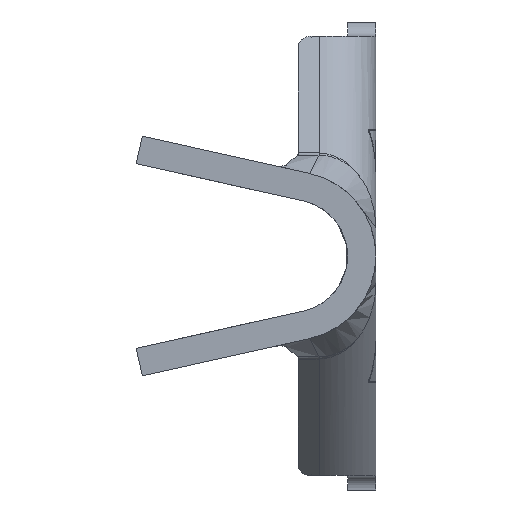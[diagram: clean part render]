
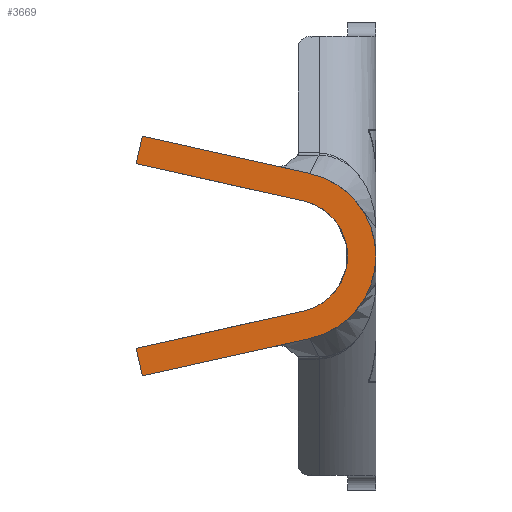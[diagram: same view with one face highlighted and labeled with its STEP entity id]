
A CAD part, left-side view. The second image highlights one B-rep face of the part: STEP entity #3669.
In plain terms, the highlighted planar face has unit normal (-1, 0, 0).
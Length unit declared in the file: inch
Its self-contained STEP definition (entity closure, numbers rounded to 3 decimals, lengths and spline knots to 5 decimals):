
#203 = ORIENTED_EDGE ( 'NONE', *, *, #966, .F. ) ;
#269 = VECTOR ( 'NONE', #1792, 39.37008 ) ;
#383 = VERTEX_POINT ( 'NONE', #1374 ) ;
#431 = ORIENTED_EDGE ( 'NONE', *, *, #6962, .F. ) ;
#437 = DIRECTION ( 'NONE',  ( 0., 0., -1. ) ) ;
#526 = VERTEX_POINT ( 'NONE', #1179 ) ;
#716 = CARTESIAN_POINT ( 'NONE',  ( -0.439, 0.17, -0.06548 ) ) ;
#752 = VECTOR ( 'NONE', #1063, 39.37008 ) ;
#797 = ORIENTED_EDGE ( 'NONE', *, *, #4159, .F. ) ;
#966 = EDGE_CURVE ( 'NONE', #6386, #1602, #2307, .T. ) ;
#974 = VECTOR ( 'NONE', #3002, 39.37008 ) ;
#1050 = CARTESIAN_POINT ( 'NONE',  ( -0.439, 0.0513, -0.03904 ) ) ;
#1063 = DIRECTION ( 'NONE',  ( 0., 0.976, -0.217 ) ) ;
#1179 = CARTESIAN_POINT ( 'NONE',  ( -0.439, 0.17, -0.06548 ) ) ;
#1295 = CARTESIAN_POINT ( 'NONE',  ( -0.439, 0.0513, 0.03904 ) ) ;
#1374 = CARTESIAN_POINT ( 'NONE',  ( -0.439, 0.16565, -0.085 ) ) ;
#1382 = CARTESIAN_POINT ( 'NONE',  ( -0.439, 0.04696, -0.05857 ) ) ;
#1553 = DIRECTION ( 'NONE',  ( 0., 0., -1. ) ) ;
#1593 = AXIS2_PLACEMENT_3D ( 'NONE', #4396, #6699, #1553 ) ;
#1602 = VERTEX_POINT ( 'NONE', #2271 ) ;
#1792 = DIRECTION ( 'NONE',  ( 0., -0.217, 0.976 ) ) ;
#1885 = DIRECTION ( 'NONE',  ( 0., -0.976, -0.217 ) ) ;
#1926 = EDGE_CURVE ( 'NONE', #383, #526, #5855, .T. ) ;
#2094 = DIRECTION ( 'NONE',  ( 1., 0., 0. ) ) ;
#2226 = ORIENTED_EDGE ( 'NONE', *, *, #5089, .F. ) ;
#2271 = CARTESIAN_POINT ( 'NONE',  ( -0.439, 0.0513, 0.03904 ) ) ;
#2307 = CIRCLE ( 'NONE', #6855, 0.04 ) ;
#2547 = VECTOR ( 'NONE', #3336, 39.37008 ) ;
#2580 = EDGE_LOOP ( 'NONE', ( #797, #2226, #5634, #6200, #203, #431, #5433, #7123 ) ) ;
#2652 = FACE_OUTER_BOUND ( 'NONE', #2580, .T. ) ;
#2704 = VERTEX_POINT ( 'NONE', #4601 ) ;
#2855 = CARTESIAN_POINT ( 'NONE',  ( -0.439, 0.04696, 0.05857 ) ) ;
#3002 = DIRECTION ( 'NONE',  ( 0., 0.217, 0.976 ) ) ;
#3137 = VECTOR ( 'NONE', #3578, 39.37008 ) ;
#3292 = CARTESIAN_POINT ( 'NONE',  ( -0.439, 0.06, 0. ) ) ;
#3336 = DIRECTION ( 'NONE',  ( 0., -0.976, 0.217 ) ) ;
#3578 = DIRECTION ( 'NONE',  ( 0., 0.976, 0.217 ) ) ;
#3669 = ADVANCED_FACE ( 'NONE', ( #2652 ), #4935, .F. ) ;
#3906 = LINE ( 'NONE', #6199, #752 ) ;
#4159 = EDGE_CURVE ( 'NONE', #6677, #7126, #5786, .T. ) ;
#4368 = DIRECTION ( 'NONE',  ( 0., 0., -1. ) ) ;
#4396 = CARTESIAN_POINT ( 'NONE',  ( -0.439, 0.06, 0. ) ) ;
#4601 = CARTESIAN_POINT ( 'NONE',  ( -0.439, 0.17, 0.06548 ) ) ;
#4634 = LINE ( 'NONE', #6933, #269 ) ;
#4729 = LINE ( 'NONE', #7024, #4931 ) ;
#4766 = CARTESIAN_POINT ( 'NONE',  ( -0.439, 0.0513, -0.03904 ) ) ;
#4931 = VECTOR ( 'NONE', #1885, 39.37008 ) ;
#4935 = PLANE ( 'NONE',  #5407 ) ;
#5089 = EDGE_CURVE ( 'NONE', #6234, #6677, #4729, .T. ) ;
#5407 = AXIS2_PLACEMENT_3D ( 'NONE', #7228, #2094, #4368 ) ;
#5433 = ORIENTED_EDGE ( 'NONE', *, *, #1926, .F. ) ;
#5572 = DIRECTION ( 'NONE',  ( -1., 0., 0. ) ) ;
#5591 = EDGE_CURVE ( 'NONE', #1602, #2704, #6434, .T. ) ;
#5634 = ORIENTED_EDGE ( 'NONE', *, *, #6196, .F. ) ;
#5786 = CIRCLE ( 'NONE', #1593, 0.06 ) ;
#5855 = LINE ( 'NONE', #716, #974 ) ;
#6187 = LINE ( 'NONE', #1050, #2547 ) ;
#6196 = EDGE_CURVE ( 'NONE', #2704, #6234, #4634, .T. ) ;
#6199 = CARTESIAN_POINT ( 'NONE',  ( -0.439, 0.04696, -0.05857 ) ) ;
#6200 = ORIENTED_EDGE ( 'NONE', *, *, #5591, .F. ) ;
#6234 = VERTEX_POINT ( 'NONE', #6968 ) ;
#6386 = VERTEX_POINT ( 'NONE', #4766 ) ;
#6434 = LINE ( 'NONE', #1295, #3137 ) ;
#6597 = EDGE_CURVE ( 'NONE', #7126, #383, #3906, .T. ) ;
#6677 = VERTEX_POINT ( 'NONE', #2855 ) ;
#6699 = DIRECTION ( 'NONE',  ( 1., 0., 0. ) ) ;
#6855 = AXIS2_PLACEMENT_3D ( 'NONE', #3292, #5572, #437 ) ;
#6933 = CARTESIAN_POINT ( 'NONE',  ( -0.439, 0.17, 0.06548 ) ) ;
#6962 = EDGE_CURVE ( 'NONE', #526, #6386, #6187, .T. ) ;
#6968 = CARTESIAN_POINT ( 'NONE',  ( -0.439, 0.16565, 0.085 ) ) ;
#7024 = CARTESIAN_POINT ( 'NONE',  ( -0.439, 0.04696, 0.05857 ) ) ;
#7123 = ORIENTED_EDGE ( 'NONE', *, *, #6597, .F. ) ;
#7126 = VERTEX_POINT ( 'NONE', #1382 ) ;
#7228 = CARTESIAN_POINT ( 'NONE',  ( -0.439, 0.06, 0. ) ) ;
